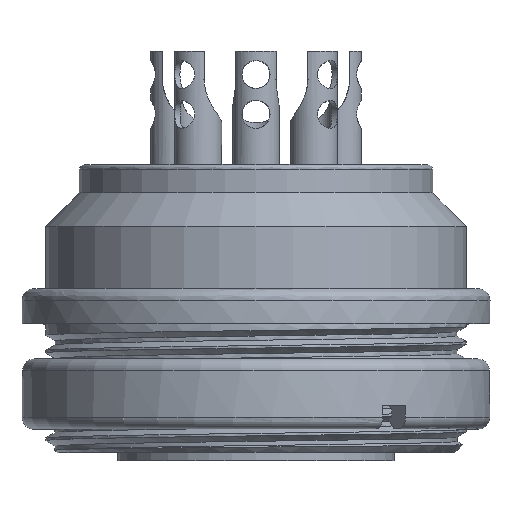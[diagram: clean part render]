
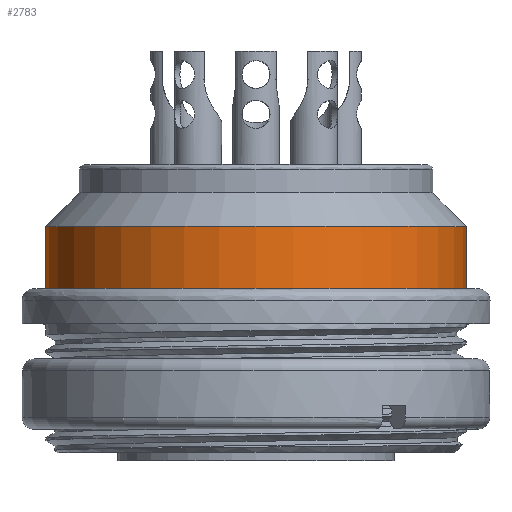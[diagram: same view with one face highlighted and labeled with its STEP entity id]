
A CAD part, top view. The second image highlights one B-rep face of the part: STEP entity #2783.
In plain terms, the highlighted cylindrical face has radius 9 mm (diameter 18 mm), a full revolution.
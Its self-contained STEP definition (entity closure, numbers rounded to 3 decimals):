
#2191=FACE_BOUND('',#3694,.T.);
#2192=FACE_BOUND('',#3695,.T.);
#2414=CYLINDRICAL_SURFACE('',#9315,9.);
#2783=ADVANCED_FACE('',(#2191,#2192),#2414,.T.);
#3694=EDGE_LOOP('',(#5489));
#3695=EDGE_LOOP('',(#5490));
#5489=ORIENTED_EDGE('',*,*,#8148,.T.);
#5490=ORIENTED_EDGE('',*,*,#8149,.F.);
#7395=VERTEX_POINT('',#13783);
#7396=VERTEX_POINT('',#13786);
#8148=EDGE_CURVE('',#7395,#7395,#9047,.T.);
#8149=EDGE_CURVE('',#7396,#7396,#9048,.T.);
#9047=CIRCLE('',#9312,9.);
#9048=CIRCLE('',#9314,9.);
#9312=AXIS2_PLACEMENT_3D('',#13782,#10033,#10034);
#9314=AXIS2_PLACEMENT_3D('',#13785,#10037,#10038);
#9315=AXIS2_PLACEMENT_3D('',#13787,#10039,#10040);
#10033=DIRECTION('',(0.,-1.,0.));
#10034=DIRECTION('',(0.,0.,-1.));
#10037=DIRECTION('',(0.,-1.,0.));
#10038=DIRECTION('',(0.,0.,-1.));
#10039=DIRECTION('',(0.,1.,0.));
#10040=DIRECTION('',(0.,0.,-1.));
#13782=CARTESIAN_POINT('',(0.,9.65,0.));
#13783=CARTESIAN_POINT('',(0.,9.65,-9.));
#13785=CARTESIAN_POINT('',(0.,7.,0.));
#13786=CARTESIAN_POINT('',(0.,7.,-9.));
#13787=CARTESIAN_POINT('',(0.,7.,0.));
